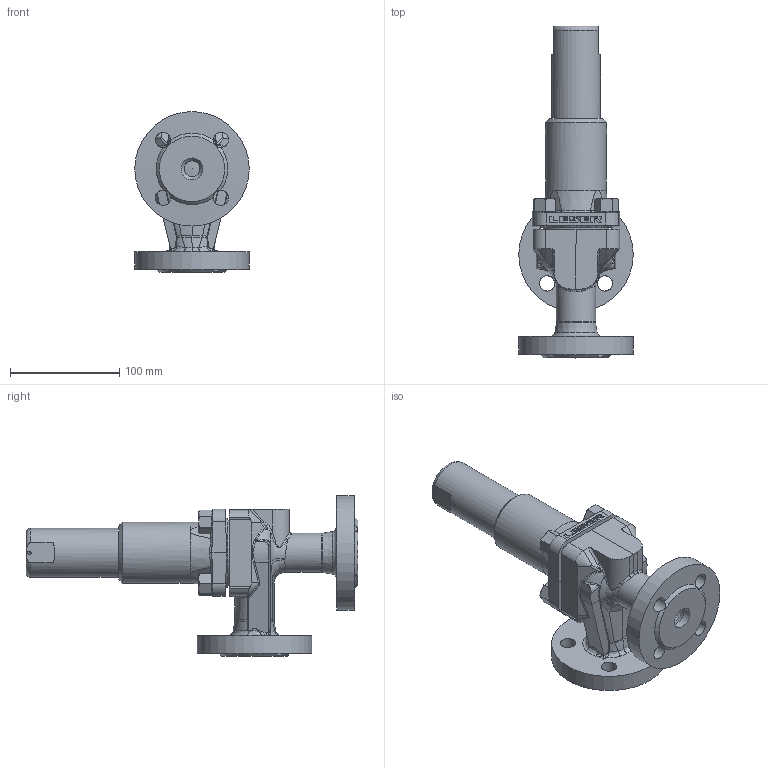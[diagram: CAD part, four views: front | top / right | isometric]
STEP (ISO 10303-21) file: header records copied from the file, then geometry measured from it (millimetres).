
FILE_DESCRIPTION(/* description */ (''),/* implementation_level */ '2;1');
FILE_NAME(/* name */ 'AT4519_105619.step',/* time_stamp */ '2025-08-06T15:05:20+02:00',/* author */ (''),/* organization */ (''),/* preprocessor_version */ 'ST-DEVELOPER v20.1',/* originating_system */ 'Autodesk Translation Framework v14.10.0.0',/* authorisation */ '');
FILE_SCHEMA (('AUTOMOTIVE_DESIGN { 1 0 10303 214 3 1 1 }'));
Products named in the file (5): 10000478314_G3D_000_ASM; 10000478315_G3D_000; 10000478316_G3D_000; 10000478317_G3D_000; 10000478318_G3D_000
Assembly tree (7 placements, depth 2):
  10000478314_G3D_000_ASM
    10000478315_G3D_000
    10000478316_G3D_000
    10000478317_G3D_000
    10000478318_G3D_000  x4
Bounding box: 105 x 304.5 x 147.5 mm (x, y, z)
Volume: 710551.9 mm3; surface area: 170705.7 mm2
Topology: 7 solids, 7 shells, 507 faces, 1281 edges, 788 vertices
Faces by surface type: bspline 170, plane 144, cylinder 104, cone 74, sphere 10, torus 5
Full cylindrical faces by diameter (mm): 3.15 x2, 12 x4, 14 x12, 14.5 x1, 15 x1, 20 x2, 23 x2, 31 x1, 33 x1, 33.5 x1, 36 x1, 45 x1, 46 x1, 48 x1, 54 x1, 56 x1, 60 x2, 105 x2
Entity records: 37031 total; most frequent: CARTESIAN_POINT 27777, ORIENTED_EDGE 2180, DIRECTION 1535, EDGE_CURVE 1090, VERTEX_POINT 674, AXIS2_PLACEMENT_3D 597, EDGE_LOOP 462, FACE_OUTER_BOUND 426
